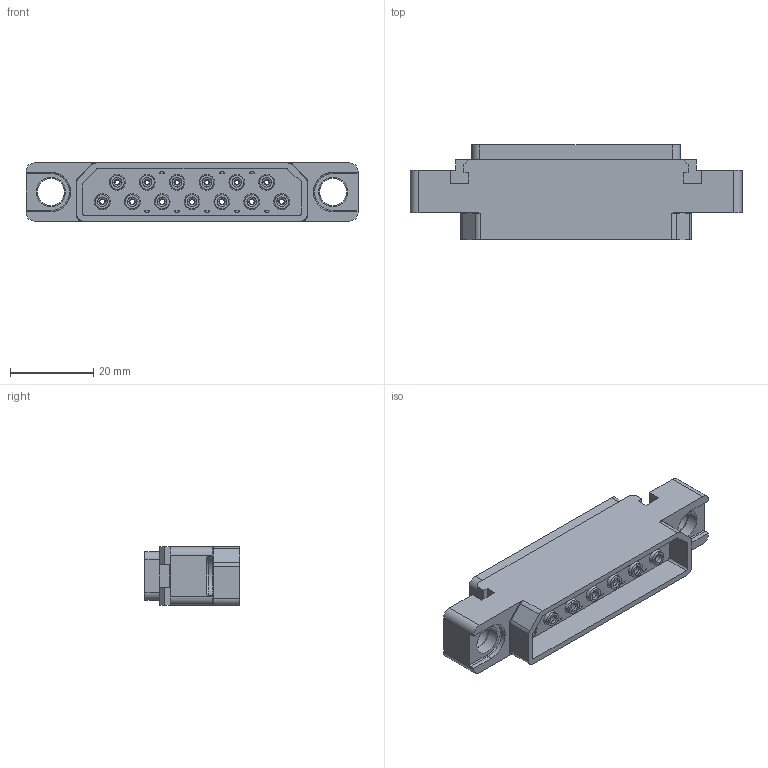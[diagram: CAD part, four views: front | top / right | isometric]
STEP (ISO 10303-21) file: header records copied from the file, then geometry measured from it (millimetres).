
FILE_DESCRIPTION((''),'2;1');
FILE_NAME('00197742000','2020-03-12T',('presta_be4'),(''),'CREO PARAMETRIC BY PTC INC, 2018360','CREO PARAMETRIC BY PTC INC, 2018360','');
FILE_SCHEMA(('CONFIG_CONTROL_DESIGN'));
Length unit declared in the file: millimetre
Products named in the file (1): 00197742000
Bounding box: 80 x 22.95 x 14 mm (x, y, z)
Volume: 12562.9 mm3; surface area: 12033.5 mm2
Topology: 1 solids, 1 shells, 1661 faces, 4120 edges, 2530 vertices
Faces by surface type: cylinder 599, plane 514, torus 268, cone 212, bspline 68
Entity records: 53479 total; most frequent: CARTESIAN_POINT 13478, DIRECTION 8702, ORIENTED_EDGE 8240, EDGE_CURVE 4120, AXIS2_PLACEMENT_3D 3389, VERTEX_POINT 2530, VECTOR 1924, LINE 1924
